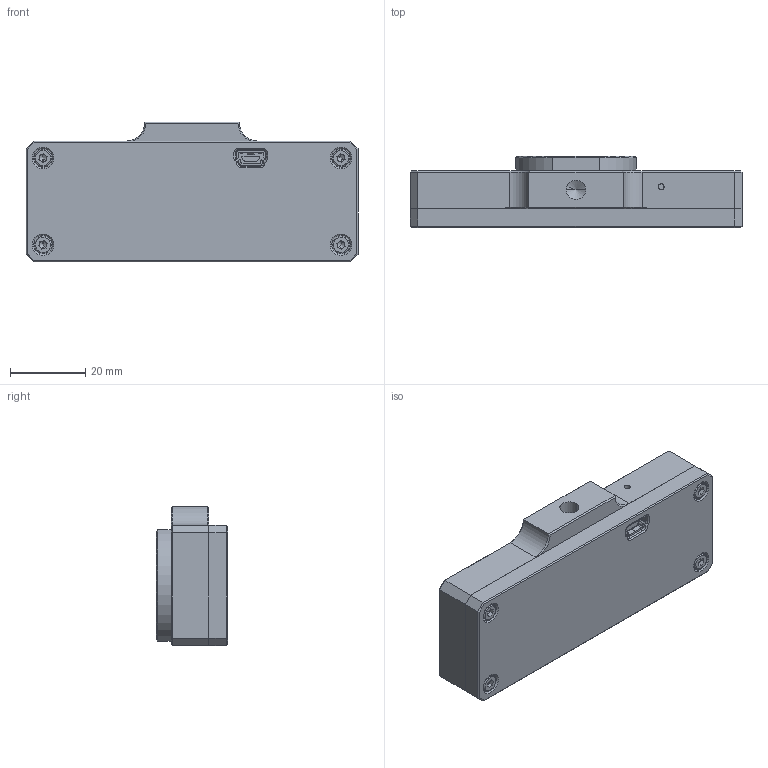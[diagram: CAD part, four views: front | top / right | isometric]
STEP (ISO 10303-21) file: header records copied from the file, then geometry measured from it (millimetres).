
FILE_DESCRIPTION (( 'STEP AP214' ), '1' );
FILE_NAME ('KITCW920.STEP', '2017-04-08T06:31:59', ( 'zveris' ), ( '' ), 'SwSTEP 2.0', 'SolidWorks 2015', '' );
FILE_SCHEMA (( 'AUTOMOTIVE_DESIGN' ));
Length unit declared in the file: millimetre
Products named in the file (6): socket head cap screw 4762_din_ISO 4762 M2.5 x 6 --- 6N; socket head cap screw 4762_din_ISO 4762 M2 x 6 --- 6N; LP0144-P0002; LP0144-P0001; USB_mini_socket; KITCW920
Assembly tree (8 placements, depth 2):
  KITCW920
    USB_mini_socket
    LP0144-P0001
    LP0144-P0002
    socket head cap screw 4762_din_ISO 4762 M2 x 6 --- 6N
    socket head cap screw 4762_din_ISO 4762 M2.5 x 6 --- 6N  x4
Bounding box: 88 x 18.9 x 37 mm (x, y, z)
Volume: 41115.3 mm3; surface area: 18213.8 mm2
Topology: 8 solids, 8 shells, 868 faces, 2084 edges, 1270 vertices
Faces by surface type: plane 426, cylinder 250, cone 134, bspline 38, torus 20
Entity records: 27859 total; most frequent: CARTESIAN_POINT 4733, DIRECTION 3920, ORIENTED_EDGE 3784, EDGE_CURVE 1892, AXIS2_PLACEMENT_3D 1354, LINE 1212, VECTOR 1212, VERTEX_POINT 1171
